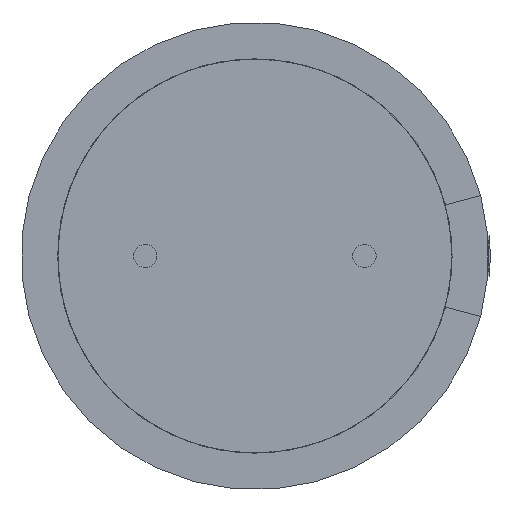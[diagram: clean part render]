
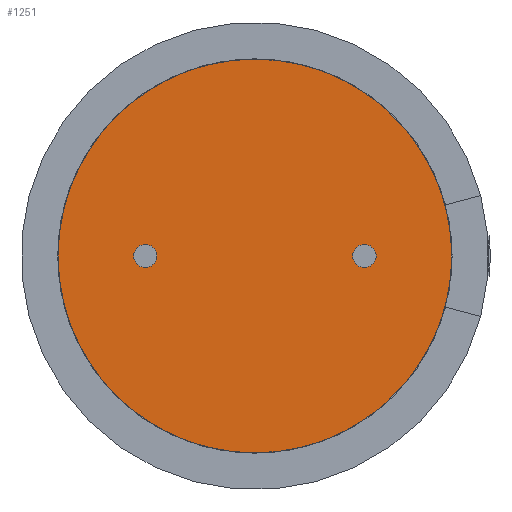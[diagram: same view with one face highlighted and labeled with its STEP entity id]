
A CAD part, front view. The second image highlights one B-rep face of the part: STEP entity #1251.
In plain terms, the highlighted planar face has unit normal (0, -1, 0).
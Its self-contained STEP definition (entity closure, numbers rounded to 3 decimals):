
#111=FACE_OUTER_BOUND('',#191,.T.);
#191=EDGE_LOOP('',(#1045));
#267=CIRCLE('',#1397,6.75);
#589=VERTEX_POINT('',#2100);
#746=EDGE_CURVE('',#589,#589,#267,.T.);
#1045=ORIENTED_EDGE('',*,*,#746,.T.);
#1182=PLANE('',#1399);
#1251=ADVANCED_FACE('',(#111),#1182,.T.);
#1397=AXIS2_PLACEMENT_3D('',#2101,#1710,#1711);
#1399=AXIS2_PLACEMENT_3D('',#2105,#1715,#1716);
#1710=DIRECTION('center_axis',(0.,-1.,0.));
#1711=DIRECTION('ref_axis',(1.,0.,0.));
#1715=DIRECTION('center_axis',(0.,-1.,0.));
#1716=DIRECTION('ref_axis',(1.,0.,0.));
#2100=CARTESIAN_POINT('',(-6.75,0.1,0.));
#2101=CARTESIAN_POINT('Origin',(0.,0.1,
0.));
#2105=CARTESIAN_POINT('Origin',(0.,0.1,
0.));
